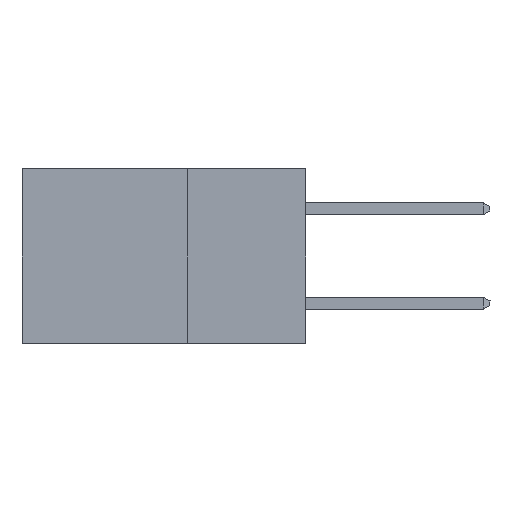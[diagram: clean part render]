
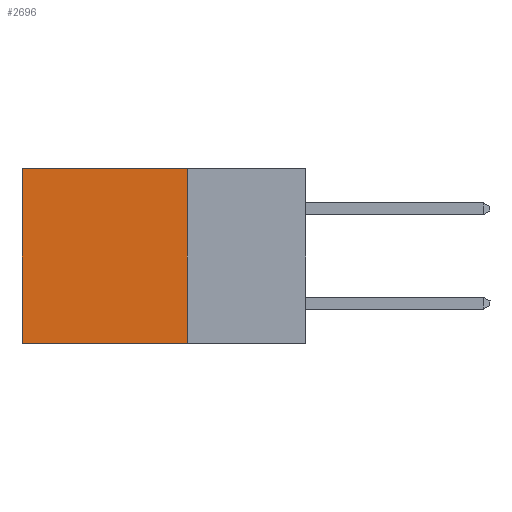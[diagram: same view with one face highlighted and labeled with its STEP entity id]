
A CAD part, left-side view. The second image highlights one B-rep face of the part: STEP entity #2696.
In plain terms, the highlighted planar face has unit normal (-1, 0, 0).
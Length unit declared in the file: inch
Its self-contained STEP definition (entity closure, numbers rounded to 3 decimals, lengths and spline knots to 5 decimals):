
#381 = CARTESIAN_POINT ( 'NONE',  ( 0.2615, 0.6, -0.37 ) ) ;
#1381 = VECTOR ( 'NONE', #11170, 39.37008 ) ;
#1392 = LINE ( 'NONE', #12766, #4034 ) ;
#1715 = EDGE_CURVE ( 'NONE', #6545, #12565, #9067, .T. ) ;
#2441 = DIRECTION ( 'NONE',  ( 0., 0., -1. ) ) ;
#2471 = DIRECTION ( 'NONE',  ( 1., 0., 0. ) ) ;
#2560 = CARTESIAN_POINT ( 'NONE',  ( 0.2615, 0.25, -0.37 ) ) ;
#2696 = ADVANCED_FACE ( 'NONE', ( #13583 ), #2718, .F. ) ;
#2718 = PLANE ( 'NONE',  #11588 ) ;
#4034 = VECTOR ( 'NONE', #12741, 39.37008 ) ;
#4685 = DIRECTION ( 'NONE',  ( 0., 1., 0. ) ) ;
#4923 = CARTESIAN_POINT ( 'NONE',  ( 0.2615, 0.25, -0.37 ) ) ;
#5757 = VECTOR ( 'NONE', #4685, 39.37008 ) ;
#5976 = VERTEX_POINT ( 'NONE', #381 ) ;
#6545 = VERTEX_POINT ( 'NONE', #8626 ) ;
#7938 = LINE ( 'NONE', #11001, #1381 ) ;
#8416 = VERTEX_POINT ( 'NONE', #14107 ) ;
#8626 = CARTESIAN_POINT ( 'NONE',  ( 0.2615, 0.25, 0. ) ) ;
#8952 = EDGE_LOOP ( 'NONE', ( #11392, #13589, #11602, #14088 ) ) ;
#9019 = LINE ( 'NONE', #4923, #5757 ) ;
#9067 = LINE ( 'NONE', #14092, #9459 ) ;
#9459 = VECTOR ( 'NONE', #12140, 39.37008 ) ;
#11001 = CARTESIAN_POINT ( 'NONE',  ( 0.2615, 0.25, 0. ) ) ;
#11170 = DIRECTION ( 'NONE',  ( 0., 1., 0. ) ) ;
#11392 = ORIENTED_EDGE ( 'NONE', *, *, #11904, .T. ) ;
#11588 = AXIS2_PLACEMENT_3D ( 'NONE', #2560, #2471, #2441 ) ;
#11602 = ORIENTED_EDGE ( 'NONE', *, *, #1715, .F. ) ;
#11904 = EDGE_CURVE ( 'NONE', #8416, #5976, #1392, .T. ) ;
#12140 = DIRECTION ( 'NONE',  ( 0., 0., -1. ) ) ;
#12336 = EDGE_CURVE ( 'NONE', #6545, #8416, #7938, .T. ) ;
#12565 = VERTEX_POINT ( 'NONE', #13643 ) ;
#12741 = DIRECTION ( 'NONE',  ( 0., 0., -1. ) ) ;
#12766 = CARTESIAN_POINT ( 'NONE',  ( 0.2615, 0.6, -0.37 ) ) ;
#13583 = FACE_OUTER_BOUND ( 'NONE', #8952, .T. ) ;
#13589 = ORIENTED_EDGE ( 'NONE', *, *, #14890, .F. ) ;
#13643 = CARTESIAN_POINT ( 'NONE',  ( 0.2615, 0.25, -0.37 ) ) ;
#14088 = ORIENTED_EDGE ( 'NONE', *, *, #12336, .T. ) ;
#14092 = CARTESIAN_POINT ( 'NONE',  ( 0.2615, 0.25, -0.37 ) ) ;
#14107 = CARTESIAN_POINT ( 'NONE',  ( 0.2615, 0.6, 0. ) ) ;
#14890 = EDGE_CURVE ( 'NONE', #12565, #5976, #9019, .T. ) ;
